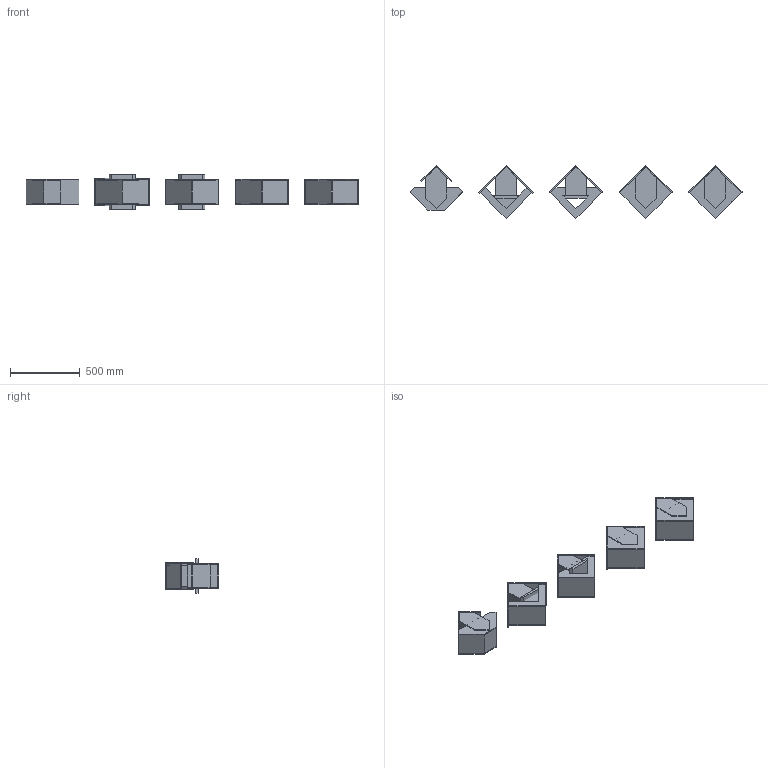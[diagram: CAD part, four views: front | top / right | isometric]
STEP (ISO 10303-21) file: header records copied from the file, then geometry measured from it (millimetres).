
FILE_DESCRIPTION (( 'STEP AP203' ), '1' );
FILE_NAME ('CAD_Blumenkasten_Vogelhaus_ohne_3D_Druck_Preversion.STEP', '2024-11-14T16:46:35', ( '' ), ( '' ), 'SwSTEP 2.0', 'SolidWorks 2024', '' );
FILE_SCHEMA (( 'CONFIG_CONTROL_DESIGN' ));
Length unit declared in the file: millimetre
Products named in the file (1): CAD_Blumenkasten_Vogelhaus_ohne_3D_Druck_Preversion
Bounding box: 2379.15 x 380.58 x 250 mm (x, y, z)
Volume: 22925250.8 mm3; surface area: 5372837.9 mm2
Topology: 67 solids, 67 shells, 540 faces, 1218 edges, 812 vertices
Faces by surface type: plane 518, cylinder 22
Entity records: 14815 total; most frequent: CARTESIAN_POINT 2571, ORIENTED_EDGE 2436, DIRECTION 2344, EDGE_CURVE 1218, LINE 1174, VECTOR 1174, VERTEX_POINT 812, AXIS2_PLACEMENT_3D 585
